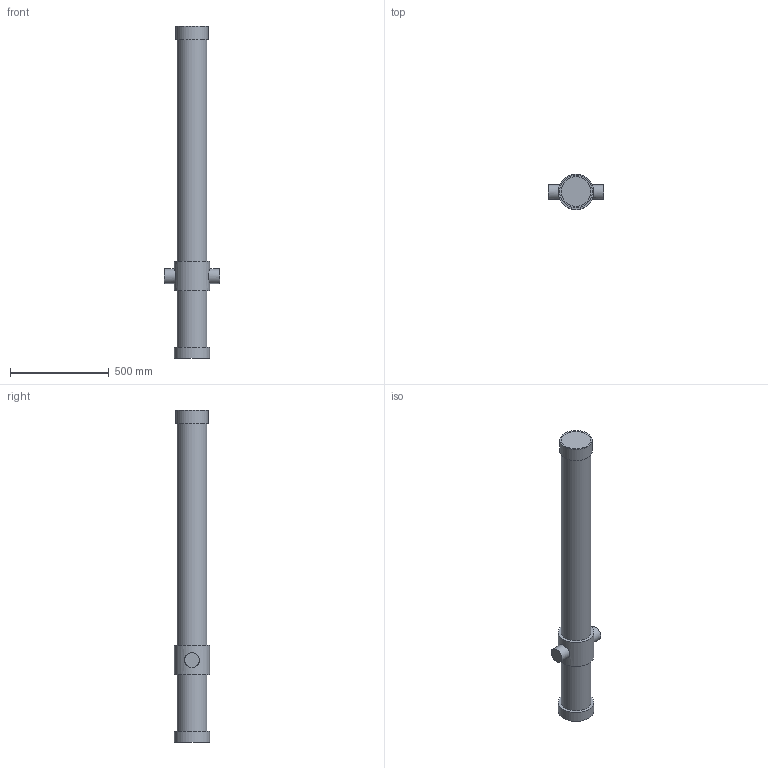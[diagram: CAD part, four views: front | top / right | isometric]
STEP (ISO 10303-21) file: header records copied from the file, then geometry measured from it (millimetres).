
FILE_DESCRIPTION(/* description */ ('','CAx-IF Rec.Pracs.---Representation and Presentation of Product Manufacturing Information (PMI)---4.0---2014-10-13'),/* implementation_level */ '2;1');
FILE_NAME(/* name */ 'LiftCylinder.step',/* time_stamp */ '2025-01-28T20:22:27-05:00',/* author */ (''),/* organization */ (''),/* preprocessor_version */ 'ST-DEVELOPER v20',/* originating_system */ 'Autodesk Translation Framework v13.20.0.188',/* authorisation */ '');
FILE_SCHEMA (('AP242_MANAGED_MODEL_BASED_3D_ENGINEERING_MIM_LF { 1 0 10303 442 1 1 4 }'));
Length unit declared in the file: millimetre
Products named in the file (1): Hubhydraulikzylinder
Bounding box: 280 x 180 x 1685 mm (x, y, z)
Volume: 26730547 mm3; surface area: 1504756.7 mm2
Topology: 4 solids, 4 shells, 21 faces, 34 edges, 23 vertices
Faces by surface type: plane 11, cylinder 10
Full cylindrical faces by diameter (mm): 65 x1, 75 x2, 150 x4, 165 x1, 180 x2
Entity records: 680 total; most frequent: CARTESIAN_POINT 213, DIRECTION 91, ORIENTED_EDGE 68, AXIS2_PLACEMENT_3D 40, EDGE_CURVE 34, EDGE_LOOP 29, VERTEX_POINT 23, FACE_OUTER_BOUND 21
